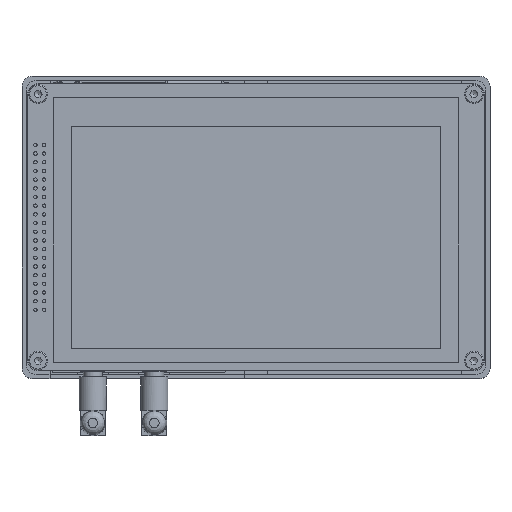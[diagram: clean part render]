
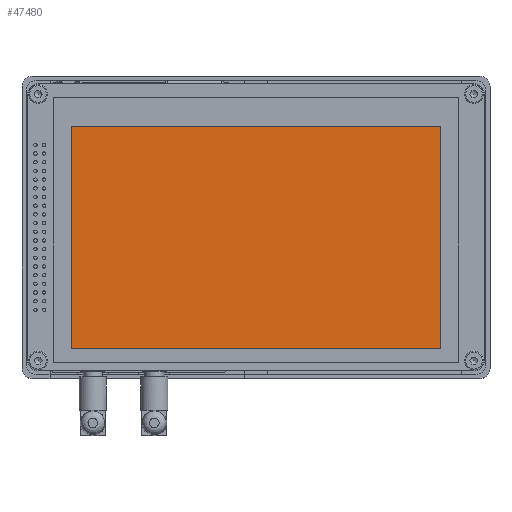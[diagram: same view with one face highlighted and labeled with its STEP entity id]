
A CAD part, top view. The second image highlights one B-rep face of the part: STEP entity #47480.
In plain terms, the highlighted planar face has unit normal (0, 0, 1).
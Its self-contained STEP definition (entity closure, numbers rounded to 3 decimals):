
#3072=PLANE('',#50963);
#5589=FACE_OUTER_BOUND('',#8403,.T.);
#8403=EDGE_LOOP('',(#44541,#44542,#44543,#44544));
#14271=LINE('',#76819,#20143);
#14275=LINE('',#76826,#20147);
#14278=LINE('',#76832,#20150);
#14280=LINE('',#76835,#20152);
#20143=VECTOR('',#63220,10.);
#20147=VECTOR('',#63226,10.);
#20150=VECTOR('',#63231,10.);
#20152=VECTOR('',#63235,10.);
#25047=VERTEX_POINT('',#76816);
#25048=VERTEX_POINT('',#76818);
#25050=VERTEX_POINT('',#76824);
#25052=VERTEX_POINT('',#76830);
#31553=EDGE_CURVE('',#25047,#25048,#14271,.T.);
#31557=EDGE_CURVE('',#25050,#25047,#14275,.T.);
#31560=EDGE_CURVE('',#25052,#25050,#14278,.T.);
#31562=EDGE_CURVE('',#25048,#25052,#14280,.T.);
#44541=ORIENTED_EDGE('',*,*,#31562,.F.);
#44542=ORIENTED_EDGE('',*,*,#31553,.F.);
#44543=ORIENTED_EDGE('',*,*,#31557,.F.);
#44544=ORIENTED_EDGE('',*,*,#31560,.F.);
#47480=ADVANCED_FACE('',(#5589),#3072,.F.);
#50963=AXIS2_PLACEMENT_3D('',#76836,#63236,#63237);
#63220=DIRECTION('',(0.,-1.,0.));
#63226=DIRECTION('',(1.,0.,0.));
#63231=DIRECTION('',(0.,1.,0.));
#63235=DIRECTION('',(-1.,0.,0.));
#63236=DIRECTION('center_axis',(0.,0.,-1.));
#63237=DIRECTION('ref_axis',(-1.,0.,0.));
#76816=CARTESIAN_POINT('',(54.,35.5,3.6));
#76818=CARTESIAN_POINT('',(54.,-29.5,3.6));
#76819=CARTESIAN_POINT('',(54.,-29.5,3.6));
#76824=CARTESIAN_POINT('',(-54.,35.5,3.6));
#76826=CARTESIAN_POINT('',(54.,35.5,3.6));
#76830=CARTESIAN_POINT('',(-54.,-29.5,3.6));
#76832=CARTESIAN_POINT('',(-54.,35.5,3.6));
#76835=CARTESIAN_POINT('',(-54.,-29.5,3.6));
#76836=CARTESIAN_POINT('Origin',(0.,3.,3.6));
